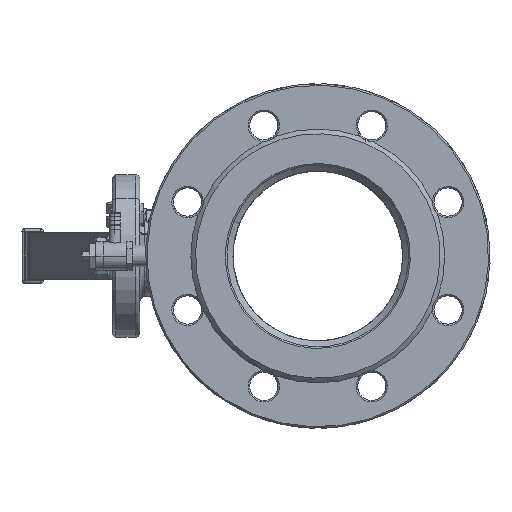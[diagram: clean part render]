
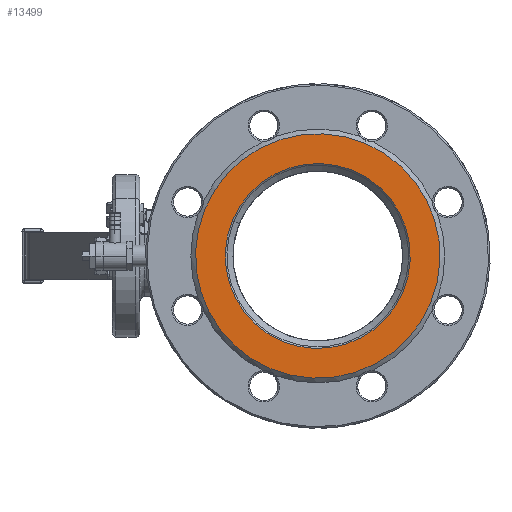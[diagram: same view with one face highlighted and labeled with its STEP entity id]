
A CAD part, left-side view. The second image highlights one B-rep face of the part: STEP entity #13499.
In plain terms, the highlighted planar face has unit normal (-1, 0, 0).
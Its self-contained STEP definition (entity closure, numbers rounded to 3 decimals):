
#786 = ORIENTED_EDGE ( 'NONE', *, *, #25885, .F. ) ;
#789 = ORIENTED_EDGE ( 'NONE', *, *, #33688, .F. ) ;
#1235 = CARTESIAN_POINT ( 'NONE',  ( -175., 0., 0. ) ) ;
#1237 = DIRECTION ( 'NONE',  ( 1., 0., 0. ) ) ;
#1238 = DIRECTION ( 'NONE',  ( 0., -0.383, 0.924 ) ) ;
#1897 = CARTESIAN_POINT ( 'NONE',  ( -175., 0., 0. ) ) ;
#1904 = DIRECTION ( 'NONE',  ( 1., 0., 0. ) ) ;
#1905 = DIRECTION ( 'NONE',  ( 0., -0.383, 0.924 ) ) ;
#2262 = CIRCLE ( 'NONE', #15329, 59. ) ;
#13499 = ADVANCED_FACE ( 'NONE', ( #29758, #29765 ), #19576, .F. ) ;
#15180 = AXIS2_PLACEMENT_3D ( 'NONE', #1235, #1237, #1238 ) ;
#15329 = AXIS2_PLACEMENT_3D ( 'NONE', #1897, #1904, #1905 ) ;
#17128 = CARTESIAN_POINT ( 'NONE',  ( -175., -29.849, 72.063 ) ) ;
#17130 = CARTESIAN_POINT ( 'NONE',  ( -175., 29.849, -72.063 ) ) ;
#17156 = CARTESIAN_POINT ( 'NONE',  ( -175., -22.578, 54.509 ) ) ;
#17158 = CARTESIAN_POINT ( 'NONE',  ( -175., 22.578, -54.509 ) ) ;
#19575 = CARTESIAN_POINT ( 'NONE',  ( -175., 72.063, 29.849 ) ) ;
#19576 = PLANE ( 'NONE',  #24614 ) ;
#19584 = DIRECTION ( 'NONE',  ( 1., 0., 0. ) ) ;
#19585 = DIRECTION ( 'NONE',  ( 0., -0.383, 0.924 ) ) ;
#23540 = CARTESIAN_POINT ( 'NONE',  ( -175., 0., 0. ) ) ;
#23544 = DIRECTION ( 'NONE',  ( 1., 0., 0. ) ) ;
#23547 = DIRECTION ( 'NONE',  ( 0., -0.383, 0.924 ) ) ;
#23602 = CARTESIAN_POINT ( 'NONE',  ( -175., 0., 0. ) ) ;
#23698 = DIRECTION ( 'NONE',  ( 1., 0., 0. ) ) ;
#23701 = DIRECTION ( 'NONE',  ( 0., -0.383, 0.924 ) ) ;
#24614 = AXIS2_PLACEMENT_3D ( 'NONE', #19575, #19584, #19585 ) ;
#24939 = AXIS2_PLACEMENT_3D ( 'NONE', #23540, #23544, #23547 ) ;
#24958 = AXIS2_PLACEMENT_3D ( 'NONE', #23602, #23698, #23701 ) ;
#25877 = EDGE_CURVE ( 'NONE', #37122, #37119, #27009, .T. ) ;
#25885 = EDGE_CURVE ( 'NONE', #37077, #37080, #27015, .T. ) ;
#27009 = CIRCLE ( 'NONE', #24939, 59. ) ;
#27015 = CIRCLE ( 'NONE', #24958, 78. ) ;
#27728 = CIRCLE ( 'NONE', #15180, 78. ) ;
#29758 = FACE_OUTER_BOUND ( 'NONE', #36051, .T. ) ;
#29765 = FACE_BOUND ( 'NONE', #36052, .T. ) ;
#33688 = EDGE_CURVE ( 'NONE', #37080, #37077, #27728, .T. ) ;
#33804 = EDGE_CURVE ( 'NONE', #37119, #37122, #2262, .T. ) ;
#33883 = ORIENTED_EDGE ( 'NONE', *, *, #25877, .T. ) ;
#33884 = ORIENTED_EDGE ( 'NONE', *, *, #33804, .T. ) ;
#36051 = EDGE_LOOP ( 'NONE', ( #786, #789 ) ) ;
#36052 = EDGE_LOOP ( 'NONE', ( #33883, #33884 ) ) ;
#37077 = VERTEX_POINT ( 'NONE', #17128 ) ;
#37080 = VERTEX_POINT ( 'NONE', #17130 ) ;
#37119 = VERTEX_POINT ( 'NONE', #17156 ) ;
#37122 = VERTEX_POINT ( 'NONE', #17158 ) ;
